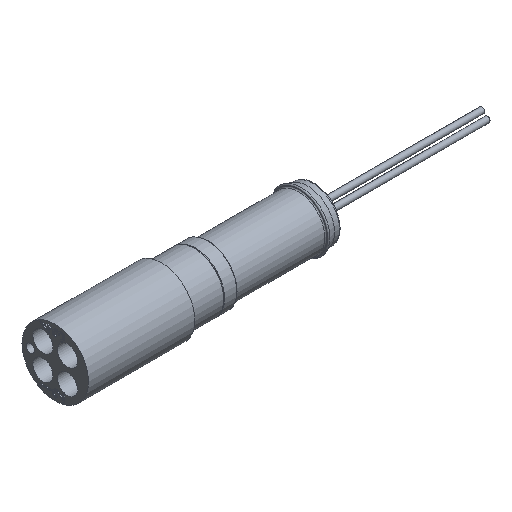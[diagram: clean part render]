
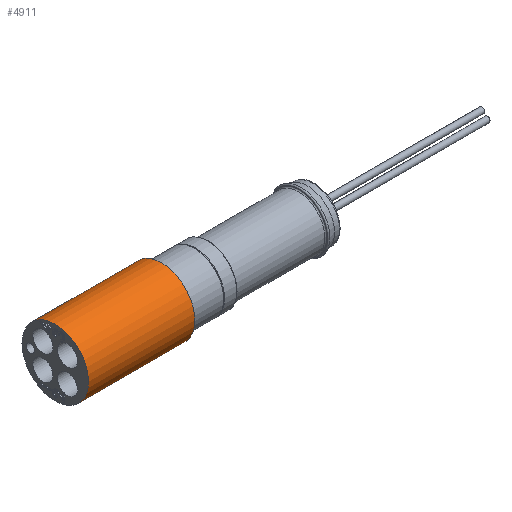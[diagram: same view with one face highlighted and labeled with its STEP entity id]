
A CAD part, isometric view. The second image highlights one B-rep face of the part: STEP entity #4911.
In plain terms, the highlighted cylindrical face has radius 7.938 mm (diameter 15.875 mm), a full revolution.
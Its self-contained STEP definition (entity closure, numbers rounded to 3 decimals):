
#337=LINE('',#7834,#628);
#628=VECTOR('',#6351,7.938);
#851=CYLINDRICAL_SURFACE('',#5379,7.938);
#972=FACE_OUTER_BOUND('',#1248,.T.);
#1248=EDGE_LOOP('',(#3511,#3512,#3513,#3514,#3515,#3516));
#1604=CIRCLE('',#5380,7.938);
#1605=CIRCLE('',#5381,7.938);
#1606=CIRCLE('',#5382,7.938);
#1607=CIRCLE('',#5383,7.938);
#1968=VERTEX_POINT('',#7830);
#1969=VERTEX_POINT('',#7831);
#1970=VERTEX_POINT('',#7833);
#1971=VERTEX_POINT('',#7835);
#2549=EDGE_CURVE('',#1968,#1969,#1604,.T.);
#2550=EDGE_CURVE('',#1969,#1970,#337,.T.);
#2551=EDGE_CURVE('',#1971,#1970,#1605,.T.);
#2552=EDGE_CURVE('',#1970,#1971,#1606,.T.);
#2553=EDGE_CURVE('',#1969,#1968,#1607,.T.);
#3511=ORIENTED_EDGE('',*,*,#2549,.T.);
#3512=ORIENTED_EDGE('',*,*,#2550,.T.);
#3513=ORIENTED_EDGE('',*,*,#2551,.F.);
#3514=ORIENTED_EDGE('',*,*,#2552,.F.);
#3515=ORIENTED_EDGE('',*,*,#2550,.F.);
#3516=ORIENTED_EDGE('',*,*,#2553,.T.);
#4911=ADVANCED_FACE('',(#972),#851,.T.);
#5379=AXIS2_PLACEMENT_3D('',#7829,#6347,#6348);
#5380=AXIS2_PLACEMENT_3D('',#7832,#6349,#6350);
#5381=AXIS2_PLACEMENT_3D('',#7836,#6352,#6353);
#5382=AXIS2_PLACEMENT_3D('',#7837,#6354,#6355);
#5383=AXIS2_PLACEMENT_3D('',#7838,#6356,#6357);
#6347=DIRECTION('center_axis',(1.,0.,0.));
#6348=DIRECTION('ref_axis',(0.,0.,-1.));
#6349=DIRECTION('center_axis',(-1.,0.,0.));
#6350=DIRECTION('ref_axis',(0.,0.,1.));
#6351=DIRECTION('',(-1.,0.,0.));
#6352=DIRECTION('center_axis',(-1.,0.,0.));
#6353=DIRECTION('ref_axis',(0.,0.,1.));
#6354=DIRECTION('center_axis',(-1.,0.,0.));
#6355=DIRECTION('ref_axis',(0.,0.,1.));
#6356=DIRECTION('center_axis',(-1.,0.,0.));
#6357=DIRECTION('ref_axis',(0.,0.,1.));
#7829=CARTESIAN_POINT('Origin',(-26.988,0.,0.));
#7830=CARTESIAN_POINT('',(-1.588,0.,-7.938));
#7831=CARTESIAN_POINT('',(-1.588,0.,7.938));
#7832=CARTESIAN_POINT('Origin',(-1.588,0.,0.));
#7833=CARTESIAN_POINT('',(-26.988,0.,7.938));
#7834=CARTESIAN_POINT('',(-26.988,0.,7.938));
#7835=CARTESIAN_POINT('',(-26.988,0.,-7.938));
#7836=CARTESIAN_POINT('Origin',(-26.988,0.,0.));
#7837=CARTESIAN_POINT('Origin',(-26.988,0.,0.));
#7838=CARTESIAN_POINT('Origin',(-1.588,0.,0.));
